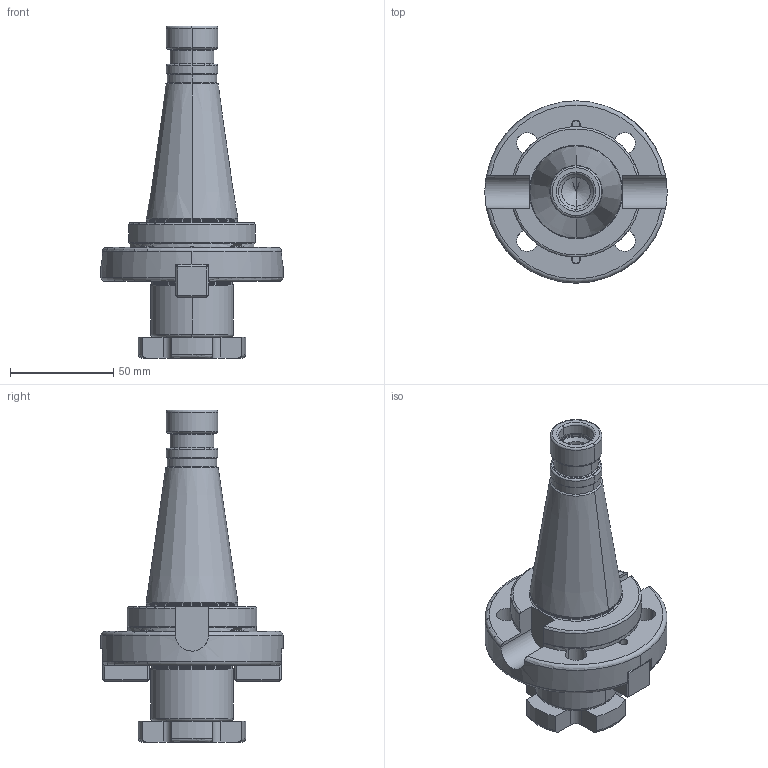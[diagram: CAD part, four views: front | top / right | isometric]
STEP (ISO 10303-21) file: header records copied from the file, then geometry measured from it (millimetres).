
FILE_DESCRIPTION((''),'2;1');
FILE_NAME('401_11_40','2020-09-07T',('103090'),(''),'CREO PARAMETRIC BY PTC INC, 2016260','CREO PARAMETRIC BY PTC INC, 2016260','');
FILE_SCHEMA(('CONFIG_CONTROL_DESIGN'));
Length unit declared in the file: millimetre
Products named in the file (1): 401_11_40
Bounding box: 88 x 88 x 160.4 mm (x, y, z)
Volume: 245129.3 mm3; surface area: 43007.1 mm2
Topology: 1 solids, 4 shells, 292 faces, 696 edges, 405 vertices
Faces by surface type: plane 118, cylinder 74, cone 58, torus 42
Entity records: 8806 total; most frequent: CARTESIAN_POINT 1942, DIRECTION 1506, ORIENTED_EDGE 1388, EDGE_CURVE 694, AXIS2_PLACEMENT_3D 587, VERTEX_POINT 405, VECTOR 332, LINE 332
